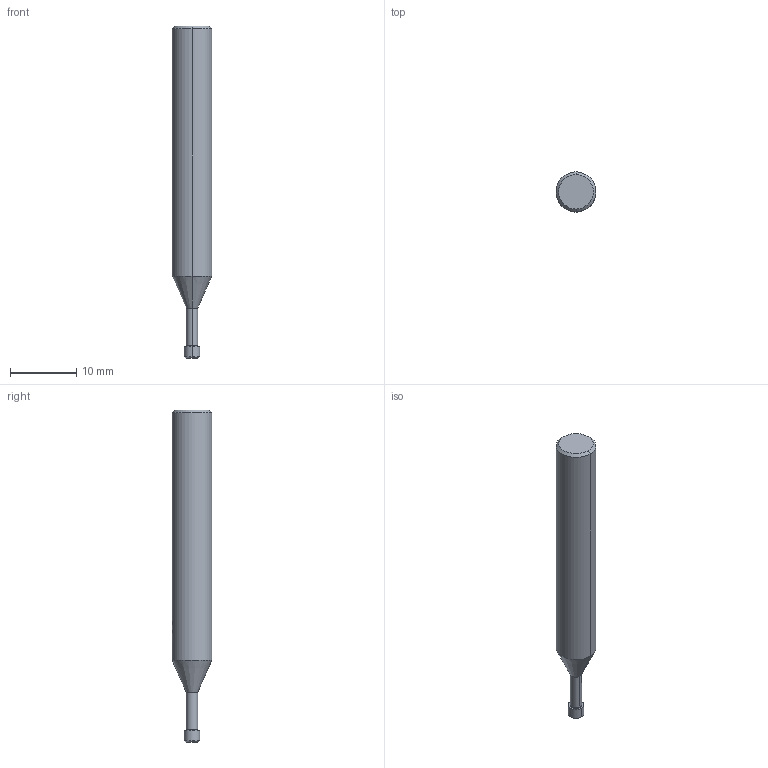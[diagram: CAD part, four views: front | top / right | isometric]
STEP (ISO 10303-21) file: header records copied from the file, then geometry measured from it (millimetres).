
FILE_DESCRIPTION(('no description'),'unknown implementation level');
FILE_NAME('solidjg2kj_s0PNUJLhWTMzEMWxEwvVk_1.STP',' ',('CIMSOURCE GmbH'),('CADClick - KiM GmbH - www.kimweb.de'),'unknown preprocess','ACIS','unknown authorization');
FILE_SCHEMA(('automotive_design'));
Length unit declared in the file: millimetre
Products named in the file (2): 1; 2
Bounding box: 6 x 6 x 50 mm (x, y, z)
Volume: 1146.9 mm3; surface area: 867.1 mm2
Topology: 2 solids, 2 shells, 40 faces, 91 edges, 56 vertices
Faces by surface type: cylinder 18, cone 12, plane 10
Entity records: 2430 total; most frequent: CARTESIAN_POINT 409, DIRECTION 205, STYLED_ITEM 189, PRESENTATION_STYLE_ASSIGNMENT 189, COLOUR_RGB 189, ORIENTED_EDGE 182, EDGE_CURVE 91, CURVE_STYLE 91
